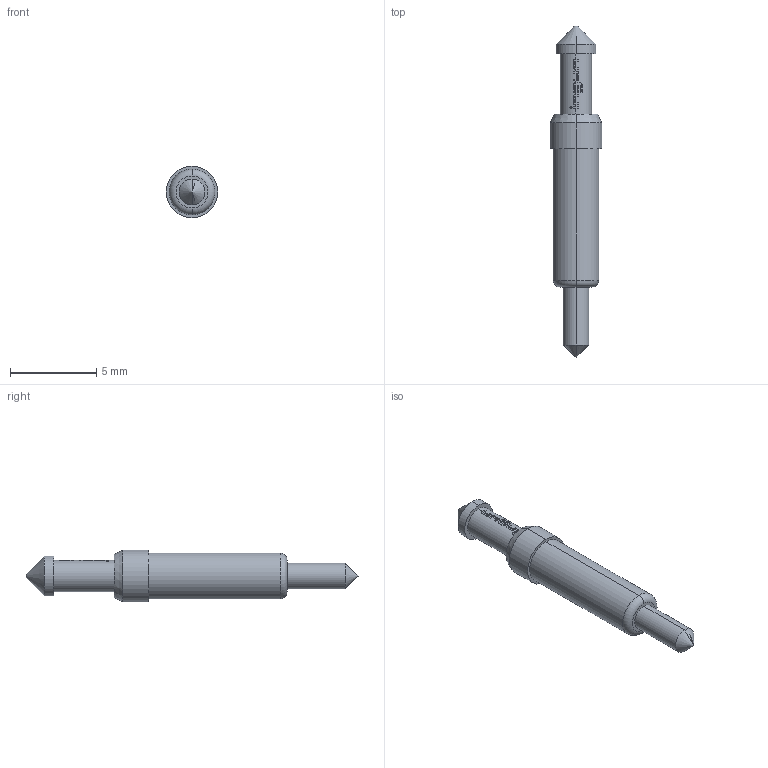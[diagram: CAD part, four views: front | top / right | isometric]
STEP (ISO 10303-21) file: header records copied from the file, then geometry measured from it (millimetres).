
FILE_DESCRIPTION (( 'STEP AP203' ), '1' );
FILE_NAME ('INGUN_GKS-913_308_230_R_xx02_1.STEP', '2021-09-20T07:38:22', ( 'ochi' ), ( '' ), 'SwSTEP 2.0', 'SolidWorks 2018', '' );
FILE_SCHEMA (( 'CONFIG_CONTROL_DESIGN' ));
Length unit declared in the file: millimetre
Products named in the file (1): INGUN_GKS-913_308_230_R_xx02_1
Bounding box: 3 x 19.2 x 3 mm (x, y, z)
Volume: 76.5 mm3; surface area: 141.3 mm2
Topology: 1 solids, 1 shells, 105 faces, 290 edges, 190 vertices
Faces by surface type: bspline 37, cylinder 29, plane 29, cone 6, sphere 2, torus 2
Entity records: 4453 total; most frequent: CARTESIAN_POINT 2229, ORIENTED_EDGE 576, EDGE_CURVE 288, DIRECTION 236, B_SPLINE_CURVE_WITH_KNOTS 222, VERTEX_POINT 190, EDGE_LOOP 110, FACE_OUTER_BOUND 105
